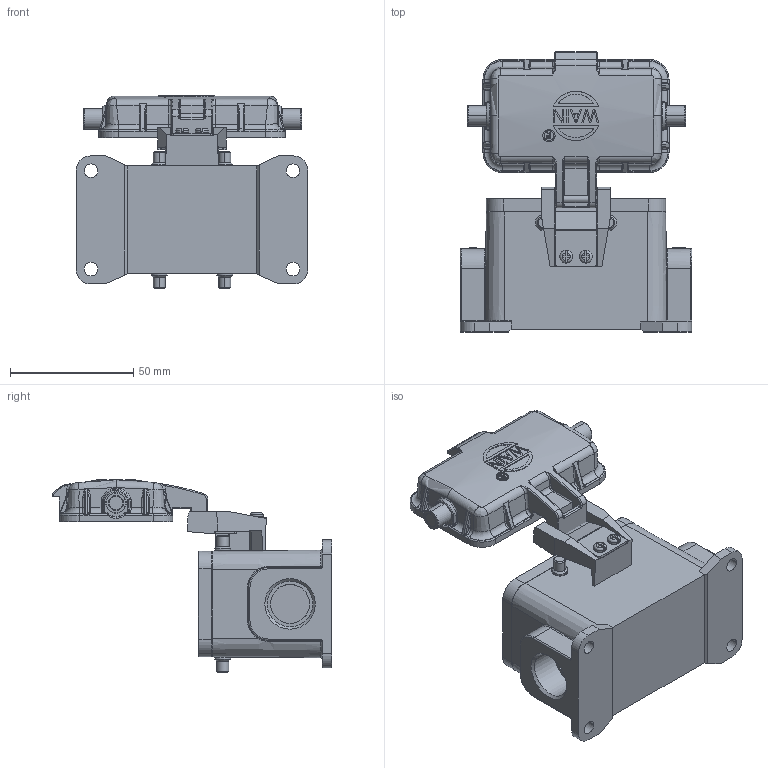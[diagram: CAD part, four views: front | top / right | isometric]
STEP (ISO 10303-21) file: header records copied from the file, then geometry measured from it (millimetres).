
FILE_DESCRIPTION(/* description */ (''),/* implementation_level */ '2;1');
FILE_NAME(/* name */ '3D_1240102701102_HV10B-SF-4B-MCV-M20_V1.1.STP',/* time_stamp */ '2023-12-20T15:40:40+08:00',/* author */ (''),/* organization */ (''),/* preprocessor_version */ 'ST-DEVELOPER v18.1',/* originating_system */ 'SIEMENS PLM Software NX 1980',/* authorisation */ '');
FILE_SCHEMA (('AUTOMOTIVE_DESIGN { 1 0 10303 214 3 1 1 1 }'));
Products named in the file (1): 14593A38CB82xzb8
Bounding box: 94 x 113.67 x 78.55 mm (x, y, z)
Volume: 100845.4 mm3; surface area: 57310.3 mm2
Topology: 16 solids, 16 shells, 1556 faces, 3973 edges, 2459 vertices
Faces by surface type: cylinder 649, plane 502, torus 205, bspline 92, cone 88, sphere 17, extrusion 3
Full cylindrical faces by diameter (mm): 2.65 x3, 3 x4, 4 x2, 15.9 x1, 18.5 x2
Entity records: 58968 total; most frequent: CARTESIAN_POINT 23998, ORIENTED_EDGE 7814, DIRECTION 6442, EDGE_CURVE 3907, VERTEX_POINT 2448, AXIS2_PLACEMENT_3D 2408, EDGE_LOOP 1661, VECTOR 1626
